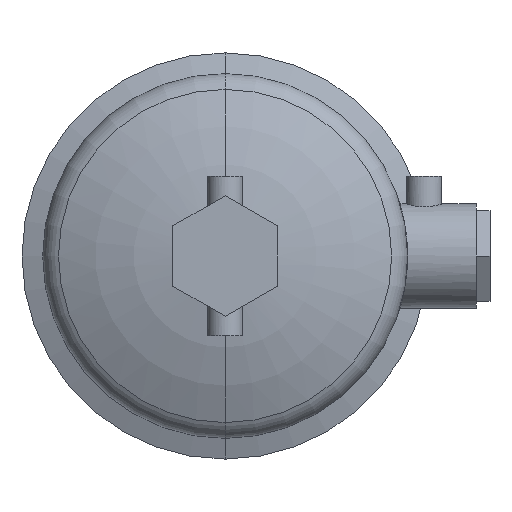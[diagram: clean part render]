
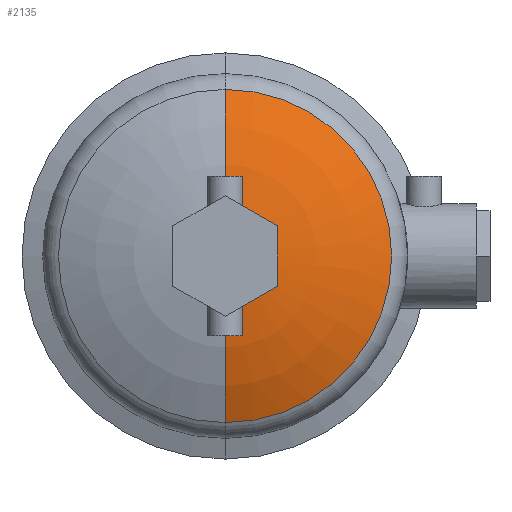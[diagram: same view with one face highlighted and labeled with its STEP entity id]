
A CAD part, front view. The second image highlights one B-rep face of the part: STEP entity #2135.
In plain terms, the highlighted toroidal (fillet/blend) face has major radius 5.246 mm and minor radius 168.275 mm.
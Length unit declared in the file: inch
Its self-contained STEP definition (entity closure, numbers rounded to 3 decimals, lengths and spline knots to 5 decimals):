
#2 = DIRECTION ( 'NONE',  ( 0., -1., 0. ) ) ;
#71 = AXIS2_PLACEMENT_3D ( 'NONE', #1449, #119, #1418 ) ;
#119 = DIRECTION ( 'NONE',  ( 0., -1., 0. ) ) ;
#134 = EDGE_CURVE ( 'NONE', #2750, #4235, #1743, .T. ) ;
#209 = ORIENTED_EDGE ( 'NONE', *, *, #1221, .F. ) ;
#624 = EDGE_LOOP ( 'NONE', ( #2683, #789, #640, #209 ) ) ;
#640 = ORIENTED_EDGE ( 'NONE', *, *, #2629, .F. ) ;
#663 = DIRECTION ( 'NONE',  ( -1., 0., 0. ) ) ;
#668 = CARTESIAN_POINT ( 'NONE',  ( 0., 1.75, 0. ) ) ;
#789 = ORIENTED_EDGE ( 'NONE', *, *, #134, .T. ) ;
#1189 = VERTEX_POINT ( 'NONE', #1812 ) ;
#1221 = EDGE_CURVE ( 'NONE', #1189, #2401, #1571, .T. ) ;
#1301 = CARTESIAN_POINT ( 'NONE',  ( 0., 8.33351, -0.20653 ) ) ;
#1356 = AXIS2_PLACEMENT_3D ( 'NONE', #4344, #3850, #2531 ) ;
#1418 = DIRECTION ( 'NONE',  ( 0., 0., -1. ) ) ;
#1449 = CARTESIAN_POINT ( 'NONE',  ( 0., 8.33351, 0. ) ) ;
#1558 = CIRCLE ( 'NONE', #3875, 0.94685 ) ;
#1571 = CIRCLE ( 'NONE', #4129, 6.625 ) ;
#1663 = CARTESIAN_POINT ( 'NONE',  ( 0., 1.75, 0.94685 ) ) ;
#1743 = CIRCLE ( 'NONE', #2009, 6.625 ) ;
#1791 = DIRECTION ( 'NONE',  ( 1., 0., 0. ) ) ;
#1812 = CARTESIAN_POINT ( 'NONE',  ( 0., 2.33805, -3.02523 ) ) ;
#2009 = AXIS2_PLACEMENT_3D ( 'NONE', #2841, #1791, #3469 ) ;
#2068 = DIRECTION ( 'NONE',  ( 0., 0., 1. ) ) ;
#2135 = ADVANCED_FACE ( 'NONE', ( #2188 ), #3825, .T. ) ;
#2188 = FACE_OUTER_BOUND ( 'NONE', #624, .T. ) ;
#2207 = CARTESIAN_POINT ( 'NONE',  ( 0., 2.33805, 3.02523 ) ) ;
#2401 = VERTEX_POINT ( 'NONE', #2551 ) ;
#2531 = DIRECTION ( 'NONE',  ( 0., 0., -1. ) ) ;
#2551 = CARTESIAN_POINT ( 'NONE',  ( 0., 1.75, -0.94685 ) ) ;
#2629 = EDGE_CURVE ( 'NONE', #2401, #4235, #1558, .T. ) ;
#2683 = ORIENTED_EDGE ( 'NONE', *, *, #4221, .T. ) ;
#2750 = VERTEX_POINT ( 'NONE', #2207 ) ;
#2841 = CARTESIAN_POINT ( 'NONE',  ( 0., 8.33351, 0.20653 ) ) ;
#3039 = DIRECTION ( 'NONE',  ( 0., 0., -1. ) ) ;
#3469 = DIRECTION ( 'NONE',  ( 0., 0., -1. ) ) ;
#3637 = CIRCLE ( 'NONE', #1356, 3.02523 ) ;
#3825 = TOROIDAL_SURFACE ( 'NONE', #71, 0.20653, 6.625 ) ;
#3850 = DIRECTION ( 'NONE',  ( 0., -1., 0. ) ) ;
#3875 = AXIS2_PLACEMENT_3D ( 'NONE', #668, #2, #3039 ) ;
#4129 = AXIS2_PLACEMENT_3D ( 'NONE', #1301, #663, #2068 ) ;
#4221 = EDGE_CURVE ( 'NONE', #1189, #2750, #3637, .T. ) ;
#4235 = VERTEX_POINT ( 'NONE', #1663 ) ;
#4344 = CARTESIAN_POINT ( 'NONE',  ( 0., 2.33805, 0. ) ) ;
